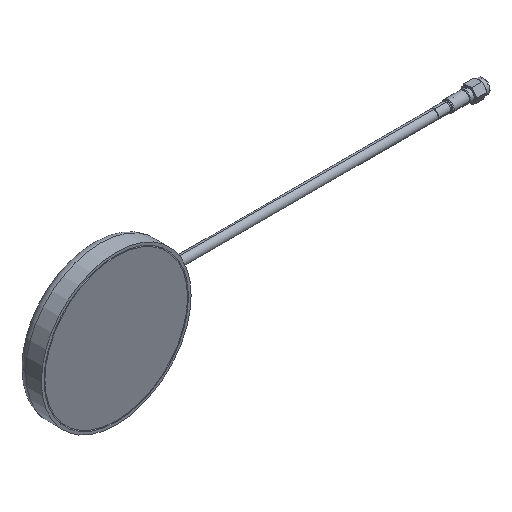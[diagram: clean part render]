
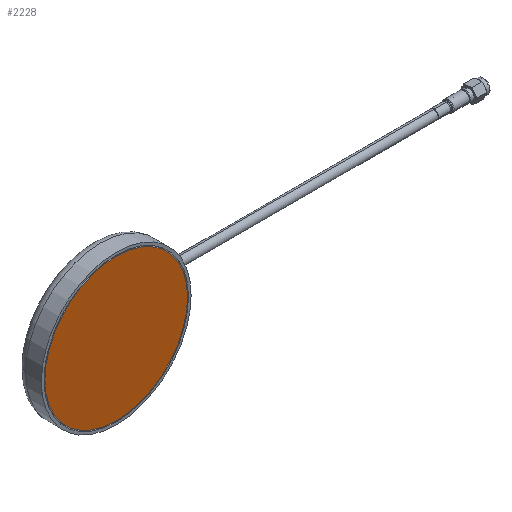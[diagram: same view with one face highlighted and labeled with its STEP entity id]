
A CAD part, isometric view. The second image highlights one B-rep face of the part: STEP entity #2228.
In plain terms, the highlighted planar face has unit normal (0, -1, 0).
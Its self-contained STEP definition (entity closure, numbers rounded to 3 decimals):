
#26 = VERTEX_POINT ( 'NONE', #6666 ) ;
#357 = AXIS2_PLACEMENT_3D ( 'NONE', #7026, #6434, #786 ) ;
#556 = EDGE_CURVE ( 'NONE', #26, #7312, #8009, .T. ) ;
#634 = AXIS2_PLACEMENT_3D ( 'NONE', #4570, #5143, #729 ) ;
#729 = DIRECTION ( 'NONE',  ( 0., 0., 1. ) ) ;
#786 = DIRECTION ( 'NONE',  ( 0., 0., 1. ) ) ;
#1637 = FACE_OUTER_BOUND ( 'NONE', #2860, .T. ) ;
#2228 = ADVANCED_FACE ( 'NONE', ( #1637 ), #5875, .F. ) ;
#2356 = EDGE_CURVE ( 'NONE', #7312, #26, #3509, .T. ) ;
#2860 = EDGE_LOOP ( 'NONE', ( #8252, #8222 ) ) ;
#3258 = DIRECTION ( 'NONE',  ( 0., 0., 1. ) ) ;
#3509 = CIRCLE ( 'NONE', #357, 40. ) ;
#3641 = AXIS2_PLACEMENT_3D ( 'NONE', #3830, #7091, #3258 ) ;
#3830 = CARTESIAN_POINT ( 'NONE',  ( 0., 0., 0. ) ) ;
#4570 = CARTESIAN_POINT ( 'NONE',  ( 0., 0., 0. ) ) ;
#5143 = DIRECTION ( 'NONE',  ( 0., 1., 0. ) ) ;
#5875 = PLANE ( 'NONE',  #634 ) ;
#6434 = DIRECTION ( 'NONE',  ( 0., 1., 0. ) ) ;
#6666 = CARTESIAN_POINT ( 'NONE',  ( 0., 0., -40. ) ) ;
#7026 = CARTESIAN_POINT ( 'NONE',  ( 0., 0., 0. ) ) ;
#7089 = CARTESIAN_POINT ( 'NONE',  ( 0., 0., 40. ) ) ;
#7091 = DIRECTION ( 'NONE',  ( 0., 1., 0. ) ) ;
#7312 = VERTEX_POINT ( 'NONE', #7089 ) ;
#8009 = CIRCLE ( 'NONE', #3641, 40. ) ;
#8222 = ORIENTED_EDGE ( 'NONE', *, *, #2356, .F. ) ;
#8252 = ORIENTED_EDGE ( 'NONE', *, *, #556, .F. ) ;
